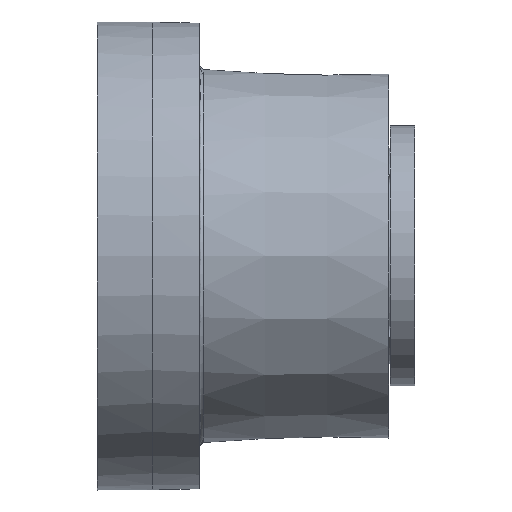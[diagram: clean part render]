
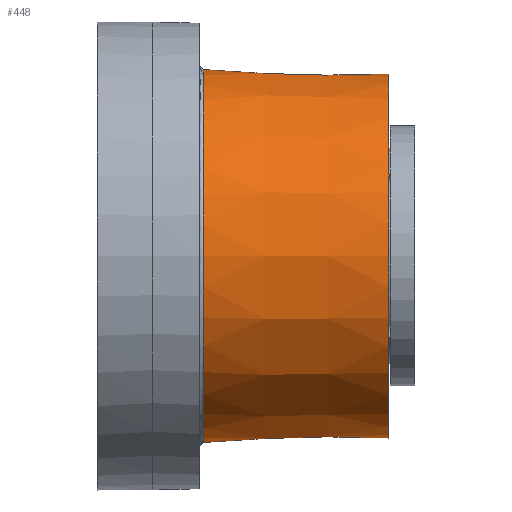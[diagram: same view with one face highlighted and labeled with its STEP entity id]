
A CAD part, top view. The second image highlights one B-rep face of the part: STEP entity #448.
In plain terms, the highlighted conical face has half-angle 1.5 degrees and reference radius 35 mm.
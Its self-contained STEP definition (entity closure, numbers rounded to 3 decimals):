
#448=ADVANCED_FACE('',(#1272,#1273),#1274,.T.);
#1272=FACE_OUTER_BOUND('',#3686,.T.);
#1273=FACE_BOUND('',#3687,.T.);
#1274=CONICAL_SURFACE('',#3688,35.0,0.026);
#3686=EDGE_LOOP('',(#6175,#6176,#6177,#6178,#6179,#6180));
#3687=EDGE_LOOP('',(#6181));
#3688=AXIS2_PLACEMENT_3D('',#6182,#6183,#6184);
#6175=ORIENTED_EDGE('',*,*,#8303,.F.);
#6176=ORIENTED_EDGE('',*,*,#7961,.T.);
#6177=ORIENTED_EDGE('',*,*,#8291,.T.);
#6178=ORIENTED_EDGE('',*,*,#8299,.T.);
#6179=ORIENTED_EDGE('',*,*,#8310,.F.);
#6180=ORIENTED_EDGE('',*,*,#7967,.T.);
#6181=ORIENTED_EDGE('',*,*,#8347,.T.);
#6182=CARTESIAN_POINT('',(56.0,0.0,0.0));
#6183=DIRECTION('',(-1.0,0.0,-0.0));
#6184=DIRECTION('',(0.0,0.0,1.0));
#7961=EDGE_CURVE('',#9962,#9960,#9963,.T.);
#7967=EDGE_CURVE('',#9967,#9972,#9974,.T.);
#8291=EDGE_CURVE('',#9960,#10550,#10551,.F.);
#8299=EDGE_CURVE('',#10550,#10560,#10562,.T.);
#8303=EDGE_CURVE('',#9962,#9972,#10566,.T.);
#8310=EDGE_CURVE('',#9967,#10560,#10574,.T.);
#8347=EDGE_CURVE('',#10620,#10620,#10621,.T.);
#9960=VERTEX_POINT('',#11781);
#9962=VERTEX_POINT('',#11783);
#9963=B_SPLINE_CURVE_WITH_KNOTS('',3,(#11784,#11785,#11786,#11787,#11788,#11789,#11790,#11791,#11792,#11793),.UNSPECIFIED.,.F.,.F.,(4,3,3,4),(0.0,0.002,0.008,0.028),.UNSPECIFIED.);
#9967=VERTEX_POINT('',#11800);
#9972=VERTEX_POINT('',#11805);
#9974=CIRCLE('',#11807,35.147);
#10550=VERTEX_POINT('',#12670);
#10551=CIRCLE('',#12671,35.933);
#10560=VERTEX_POINT('',#12685);
#10562=B_SPLINE_CURVE_WITH_KNOTS('',3,(#12687,#12688,#12689,#12690,#12691,#12692,#12693,#12694,#12695,#12696),.UNSPECIFIED.,.F.,.F.,(4,3,3,4),(0.0,0.002,0.008,0.028),.UNSPECIFIED.);
#10566=B_SPLINE_CURVE_WITH_KNOTS('',3,(#12709,#12710,#12711,#12712,#12713,#12714,#12715,#12716,#12717,#12718,#12719,#12720,#12721,#12722,#12723,#12724),.UNSPECIFIED.,.F.,.F.,(4,2,2,2,2,2,2,4),(0.0,0.001,0.001,0.001,0.002,0.002,0.002,0.002),.UNSPECIFIED.);
#10574=B_SPLINE_CURVE_WITH_KNOTS('',3,(#12741,#12742,#12743,#12744,#12745,#12746,#12747,#12748,#12749,#12750,#12751,#12752,#12753,#12754),.UNSPECIFIED.,.F.,.F.,(4,2,2,2,2,2,4),(0.0,0.001,0.001,0.002,0.002,0.002,0.002),.UNSPECIFIED.);
#10620=VERTEX_POINT('',#12816);
#10621=CIRCLE('',#12817,35.0);
#11781=CARTESIAN_POINT('',(20.379,30.481,-19.028));
#11783=CARTESIAN_POINT('',(48.821,29.54,-19.121));
#11784=CARTESIAN_POINT('',(48.821,29.54,-19.121));
#11785=CARTESIAN_POINT('',(48.288,29.557,-19.119));
#11786=CARTESIAN_POINT('',(47.755,29.575,-19.118));
#11787=CARTESIAN_POINT('',(47.222,29.593,-19.116));
#11788=CARTESIAN_POINT('',(45.09,29.664,-19.109));
#11789=CARTESIAN_POINT('',(42.958,29.734,-19.102));
#11790=CARTESIAN_POINT('',(40.825,29.805,-19.095));
#11791=CARTESIAN_POINT('',(34.01,30.031,-19.073));
#11792=CARTESIAN_POINT('',(27.195,30.256,-19.051));
#11793=CARTESIAN_POINT('',(20.379,30.481,-19.028));
#11800=CARTESIAN_POINT('',(50.379,20.408,-28.615));
#11805=CARTESIAN_POINT('',(50.379,28.615,-20.408));
#11807=AXIS2_PLACEMENT_3D('',#14018,#14019,#14020);
#12670=CARTESIAN_POINT('',(20.379,19.028,-30.481));
#12671=AXIS2_PLACEMENT_3D('',#14672,#14673,#14674);
#12685=CARTESIAN_POINT('',(48.821,19.121,-29.54));
#12687=CARTESIAN_POINT('',(20.379,19.028,-30.481));
#12688=CARTESIAN_POINT('',(20.912,19.029,-30.464));
#12689=CARTESIAN_POINT('',(21.445,19.031,-30.446));
#12690=CARTESIAN_POINT('',(21.978,19.033,-30.429));
#12691=CARTESIAN_POINT('',(24.11,19.04,-30.358));
#12692=CARTESIAN_POINT('',(26.242,19.047,-30.288));
#12693=CARTESIAN_POINT('',(28.375,19.055,-30.217));
#12694=CARTESIAN_POINT('',(35.19,19.077,-29.992));
#12695=CARTESIAN_POINT('',(42.006,19.099,-29.766));
#12696=CARTESIAN_POINT('',(48.821,19.121,-29.54));
#12709=CARTESIAN_POINT('',(48.821,29.54,-19.121));
#12710=CARTESIAN_POINT('',(49.028,29.533,-19.122));
#12711=CARTESIAN_POINT('',(49.232,29.504,-19.156));
#12712=CARTESIAN_POINT('',(49.513,29.431,-19.254));
#12713=CARTESIAN_POINT('',(49.604,29.402,-19.294));
#12714=CARTESIAN_POINT('',(49.774,29.335,-19.389));
#12715=CARTESIAN_POINT('',(49.852,29.297,-19.442));
#12716=CARTESIAN_POINT('',(49.995,29.213,-19.561));
#12717=CARTESIAN_POINT('',(50.061,29.166,-19.628));
#12718=CARTESIAN_POINT('',(50.174,29.068,-19.767));
#12719=CARTESIAN_POINT('',(50.221,29.016,-19.841));
#12720=CARTESIAN_POINT('',(50.3,28.907,-19.997));
#12721=CARTESIAN_POINT('',(50.329,28.85,-20.078));
#12722=CARTESIAN_POINT('',(50.369,28.734,-20.241));
#12723=CARTESIAN_POINT('',(50.379,28.675,-20.324));
#12724=CARTESIAN_POINT('',(50.379,28.615,-20.408));
#12741=CARTESIAN_POINT('',(50.379,20.408,-28.615));
#12742=CARTESIAN_POINT('',(50.379,20.24,-28.735));
#12743=CARTESIAN_POINT('',(50.338,20.072,-28.854));
#12744=CARTESIAN_POINT('',(50.182,19.764,-29.071));
#12745=CARTESIAN_POINT('',(50.066,19.62,-29.171));
#12746=CARTESIAN_POINT('',(49.851,19.442,-29.297));
#12747=CARTESIAN_POINT('',(49.771,19.387,-29.336));
#12748=CARTESIAN_POINT('',(49.602,19.293,-29.403));
#12749=CARTESIAN_POINT('',(49.513,19.254,-29.432));
#12750=CARTESIAN_POINT('',(49.324,19.188,-29.48));
#12751=CARTESIAN_POINT('',(49.225,19.163,-29.5));
#12752=CARTESIAN_POINT('',(49.026,19.13,-29.527));
#12753=CARTESIAN_POINT('',(48.924,19.121,-29.536));
#12754=CARTESIAN_POINT('',(48.821,19.121,-29.54));
#12816=CARTESIAN_POINT('',(56.0,0.0,35.0));
#12817=AXIS2_PLACEMENT_3D('',#14781,#14782,#14783);
#14018=CARTESIAN_POINT('',(50.379,0.0,0.0));
#14019=DIRECTION('',(1.0,0.0,0.0));
#14020=DIRECTION('',(0.0,0.0,-1.0));
#14672=CARTESIAN_POINT('',(20.379,0.0,0.0));
#14673=DIRECTION('',(-1.0,0.0,0.0));
#14674=DIRECTION('',(0.0,0.0,1.0));
#14781=CARTESIAN_POINT('',(56.0,0.0,0.0));
#14782=DIRECTION('',(-1.0,0.0,0.0));
#14783=DIRECTION('',(0.0,0.0,1.0));
